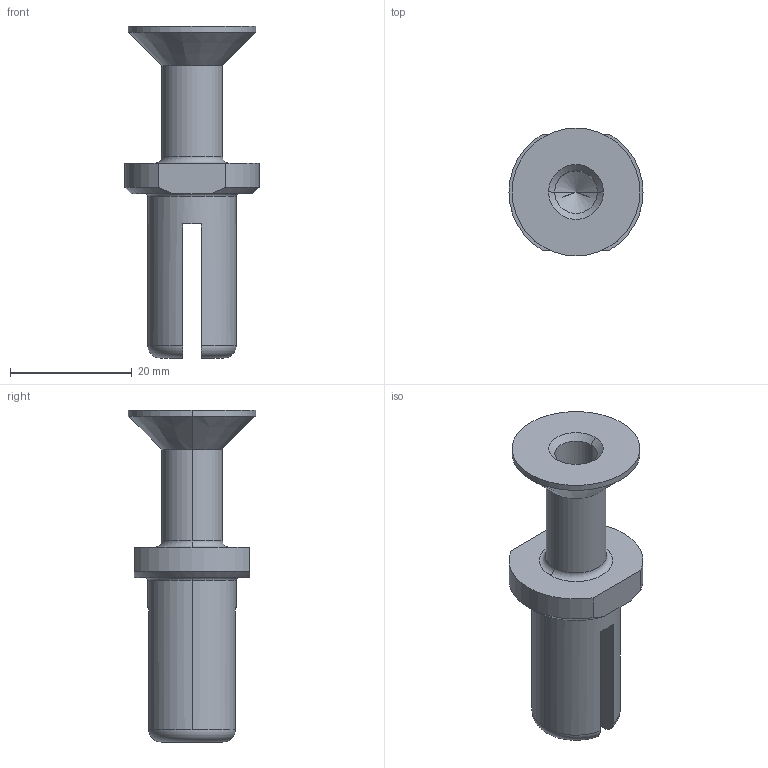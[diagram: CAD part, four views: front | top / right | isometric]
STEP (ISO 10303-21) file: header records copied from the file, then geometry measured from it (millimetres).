
FILE_DESCRIPTION(/* description */ (''),/* implementation_level */ '2;1');
FILE_NAME(/* name */ '3D_1010291101600_CHSM350-25_V1.0_stp.stp',/* time_stamp */ '2024-02-06T14:20:53+08:00',/* author */ (''),/* organization */ (''),/* preprocessor_version */ 'ST-DEVELOPER v18.1',/* originating_system */ 'SIEMENS PLM Software NX 1980',/* authorisation */ '');
FILE_SCHEMA (('AUTOMOTIVE_DESIGN { 1 0 10303 214 3 1 1 1 }'));
Length unit declared in the file: millimetre
Products named in the file (1): 3D_1010291101600_CHSM350-25_V1.0_stp
Bounding box: 22 x 21 x 54.5 mm (x, y, z)
Volume: 6856 mm3; surface area: 4509.2 mm2
Topology: 1 solids, 1 shells, 36 faces, 86 edges, 53 vertices
Faces by surface type: cylinder 12, plane 10, cone 8, torus 6
Entity records: 1112 total; most frequent: CARTESIAN_POINT 240, DIRECTION 190, ORIENTED_EDGE 168, EDGE_CURVE 84, AXIS2_PLACEMENT_3D 79, VERTEX_POINT 53, CIRCLE 42, EDGE_LOOP 41
